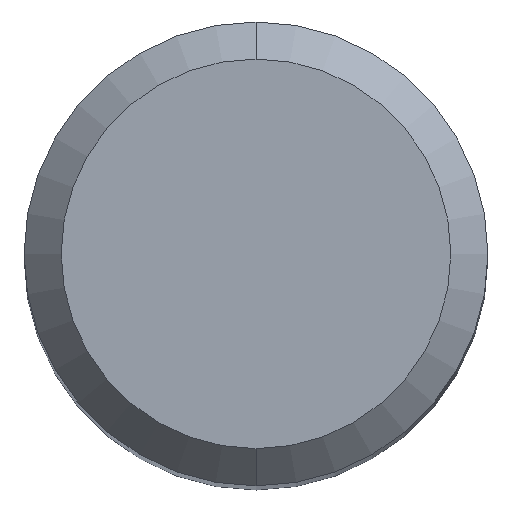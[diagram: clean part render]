
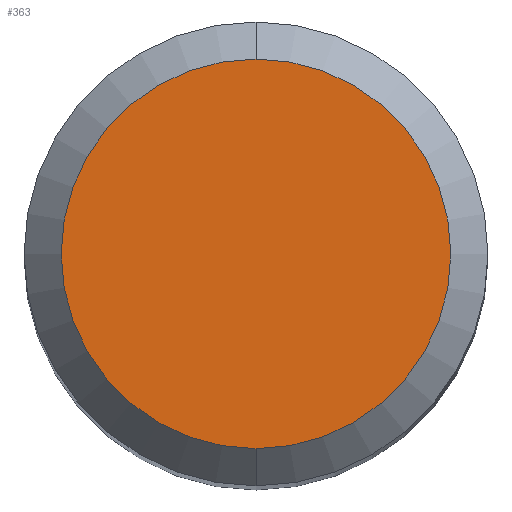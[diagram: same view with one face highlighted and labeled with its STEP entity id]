
A CAD part, top view. The second image highlights one B-rep face of the part: STEP entity #363.
In plain terms, the highlighted planar face has unit normal (0, 0, 1).
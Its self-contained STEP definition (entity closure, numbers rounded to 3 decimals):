
#227=EDGE_CURVE('',#565,#287,#616,.T.);
#287=VERTEX_POINT('',#687);
#363=ADVANCED_FACE('',(#772),#773,.T.);
#495=EDGE_CURVE('',#287,#565,#918,.T.);
#565=VERTEX_POINT('',#992);
#616=CIRCLE('',#1043,2.1);
#687=CARTESIAN_POINT('',(0.,-2.1,0.0));
#772=FACE_OUTER_BOUND('',#1294,.T.);
#773=PLANE('',#1295);
#918=CIRCLE('',#1602,2.1);
#992=CARTESIAN_POINT('',(0.0,2.1,0.0));
#1043=AXIS2_PLACEMENT_3D('',#1795,#1796,#1797);
#1294=EDGE_LOOP('',(#2009,#2010));
#1295=AXIS2_PLACEMENT_3D('',#2011,#2012,#2013);
#1602=AXIS2_PLACEMENT_3D('',#2170,#2171,#2172);
#1795=CARTESIAN_POINT('',(0.0,0.0,0.0));
#1796=DIRECTION('',(0.0,0.0,-1.0));
#1797=DIRECTION('',(0.0,1.0,0.0));
#2009=ORIENTED_EDGE('',*,*,#227,.F.);
#2010=ORIENTED_EDGE('',*,*,#495,.F.);
#2011=CARTESIAN_POINT('',(0.0,1.05,0.0));
#2012=DIRECTION('',(-0.0,0.0,1.0));
#2013=DIRECTION('',(0.0,-1.0,0.0));
#2170=CARTESIAN_POINT('',(0.0,0.0,0.0));
#2171=DIRECTION('',(0.0,0.0,-1.0));
#2172=DIRECTION('',(0.0,1.0,0.0));
